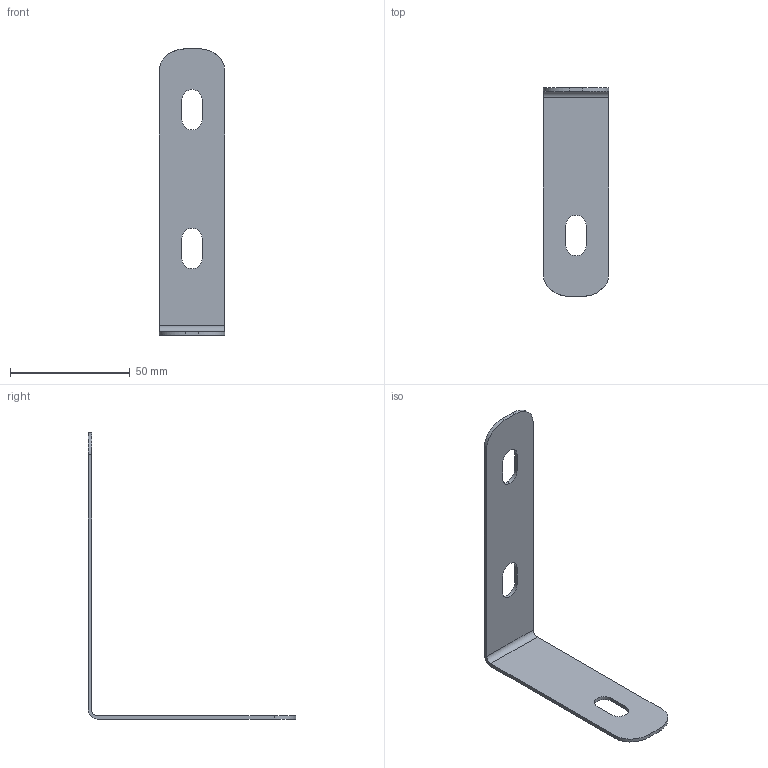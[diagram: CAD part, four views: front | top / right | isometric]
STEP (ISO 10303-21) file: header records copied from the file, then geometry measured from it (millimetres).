
FILE_DESCRIPTION(('HOOPS Exchange Step'),'2;1');
FILE_NAME('DN25.stp','2025-06-30T14:48:20+02:00',('nieru'),('Unknown organisation'),'HOOPS Exchange 2024.2','HOOPS Exchange','Unknown authorisation');
FILE_SCHEMA( ('AP203_CONFIGURATION_CONTROLLED_3D_DESIGN_OF_MECHANICAL_PARTS_AND_ASSEMBLIES_MIM_LF') );
Length unit declared in the file: millimetre
Products named in the file (1): root
Bounding box: 27.34 x 86.85 x 119.55 mm (x, y, z)
Volume: 7639.8 mm3; surface area: 11053.2 mm2
Topology: 1 solids, 1 shells, 29 faces, 81 edges, 54 vertices
Faces by surface type: plane 14, cylinder 11, extrusion 4
Entity records: 1020 total; most frequent: CARTESIAN_POINT 246, ORIENTED_EDGE 162, DIRECTION 151, EDGE_CURVE 81, VECTOR 55, VERTEX_POINT 54, LINE 51, AXIS2_PLACEMENT_3D 48
